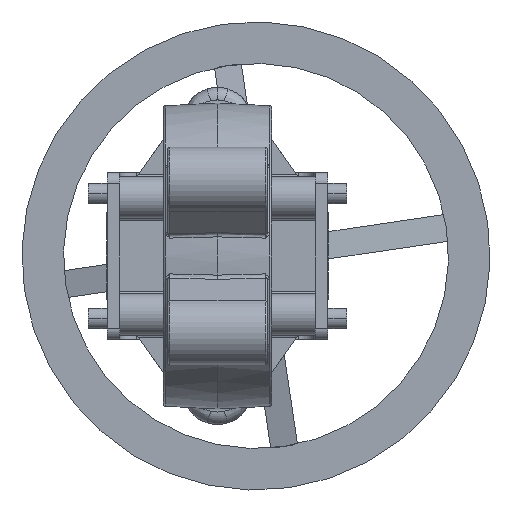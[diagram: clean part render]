
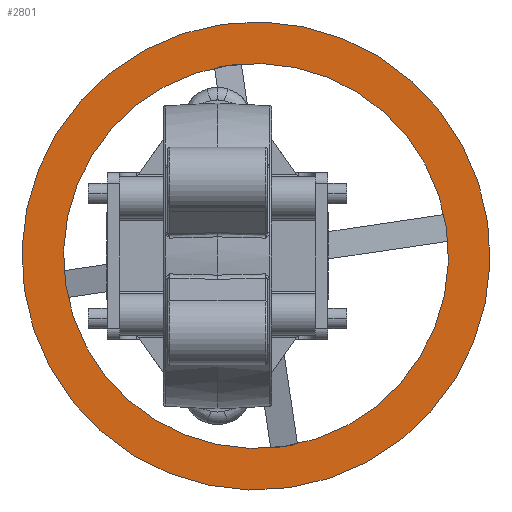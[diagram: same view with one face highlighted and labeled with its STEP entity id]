
A CAD part, front view. The second image highlights one B-rep face of the part: STEP entity #2801.
In plain terms, the highlighted face is planar.
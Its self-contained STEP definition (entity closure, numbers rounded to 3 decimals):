
#2312 = EDGE_CURVE ( 'NONE', #2315, #2353, #5392, .T. ) ;
#2315 = VERTEX_POINT ( 'NONE', #5381 ) ;
#2353 = VERTEX_POINT ( 'NONE', #5573 ) ;
#2427 = VERTEX_POINT ( 'NONE', #5993 ) ;
#2450 = EDGE_CURVE ( 'NONE', #2452, #2427, #6060, .T. ) ;
#2452 = VERTEX_POINT ( 'NONE', #6049 ) ;
#2800 = EDGE_CURVE ( 'NONE', #2353, #2315, #7838, .T. ) ;
#2801 = ADVANCED_FACE ( 'NONE', ( #7826, #7824 ), #7818, .F. ) ;
#2802 = ORIENTED_EDGE ( 'NONE', *, *, #2312, .F. ) ;
#2813 = EDGE_LOOP ( 'NONE', ( #2802, #2903 ) ) ;
#2814 = EDGE_LOOP ( 'NONE', ( #2817, #2893 ) ) ;
#2817 = ORIENTED_EDGE ( 'NONE', *, *, #2450, .T. ) ;
#2893 = ORIENTED_EDGE ( 'NONE', *, *, #2894, .T. ) ;
#2894 = EDGE_CURVE ( 'NONE', #2427, #2452, #8008, .T. ) ;
#2903 = ORIENTED_EDGE ( 'NONE', *, *, #2800, .F. ) ;
#5381 = CARTESIAN_POINT ( 'NONE',  ( 0., 0., 92.5 ) ) ;
#5383 = DIRECTION ( 'NONE',  ( 0., 0., -1. ) ) ;
#5385 = DIRECTION ( 'NONE',  ( 1., 0., 0. ) ) ;
#5388 = CARTESIAN_POINT ( 'NONE',  ( 0., 0., 0. ) ) ;
#5389 = AXIS2_PLACEMENT_3D ( 'NONE', #5388, #5385, #5383 ) ;
#5392 = CIRCLE ( 'NONE', #5389, 92.5 ) ;
#5573 = CARTESIAN_POINT ( 'NONE',  ( 0., 0., -92.5 ) ) ;
#5993 = CARTESIAN_POINT ( 'NONE',  ( 0., 0., 112.5 ) ) ;
#6049 = CARTESIAN_POINT ( 'NONE',  ( 0., 0., -112.5 ) ) ;
#6052 = DIRECTION ( 'NONE',  ( 0., 0., -1. ) ) ;
#6054 = DIRECTION ( 'NONE',  ( 1., 0., 0. ) ) ;
#6056 = CARTESIAN_POINT ( 'NONE',  ( 0., 0., 0. ) ) ;
#6058 = AXIS2_PLACEMENT_3D ( 'NONE', #6056, #6054, #6052 ) ;
#6060 = CIRCLE ( 'NONE', #6058, 112.5 ) ;
#7807 = DIRECTION ( 'NONE',  ( 0., 0., 1. ) ) ;
#7809 = DIRECTION ( 'NONE',  ( -1., 0., 0. ) ) ;
#7812 = CARTESIAN_POINT ( 'NONE',  ( 0., -92.5, 0. ) ) ;
#7815 = AXIS2_PLACEMENT_3D ( 'NONE', #7812, #7809, #7807 ) ;
#7818 = PLANE ( 'NONE',  #7815 ) ;
#7824 = FACE_OUTER_BOUND ( 'NONE', #2814, .T. ) ;
#7826 = FACE_BOUND ( 'NONE', #2813, .T. ) ;
#7829 = DIRECTION ( 'NONE',  ( 0., 0., -1. ) ) ;
#7832 = DIRECTION ( 'NONE',  ( 1., 0., 0. ) ) ;
#7835 = CARTESIAN_POINT ( 'NONE',  ( 0., 0., 0. ) ) ;
#7837 = AXIS2_PLACEMENT_3D ( 'NONE', #7835, #7832, #7829 ) ;
#7838 = CIRCLE ( 'NONE', #7837, 92.5 ) ;
#7998 = DIRECTION ( 'NONE',  ( 0., 0., -1. ) ) ;
#8000 = DIRECTION ( 'NONE',  ( 1., 0., 0. ) ) ;
#8003 = CARTESIAN_POINT ( 'NONE',  ( 0., 0., 0. ) ) ;
#8006 = AXIS2_PLACEMENT_3D ( 'NONE', #8003, #8000, #7998 ) ;
#8008 = CIRCLE ( 'NONE', #8006, 112.5 ) ;
